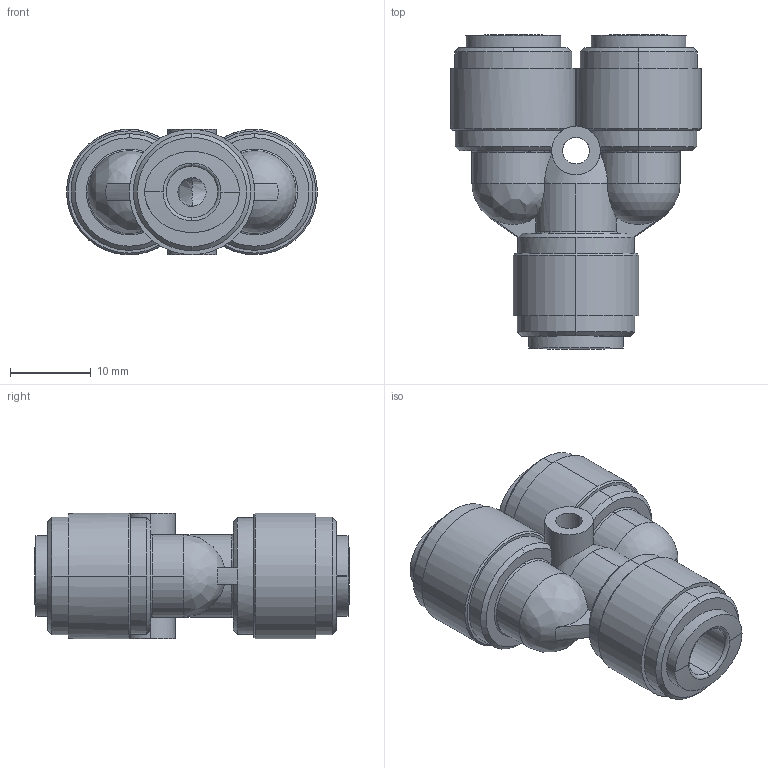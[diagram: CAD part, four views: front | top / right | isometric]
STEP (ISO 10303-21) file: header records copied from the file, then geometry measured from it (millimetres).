
FILE_DESCRIPTION (( 'STEP AP214' ), '1' );
FILE_NAME ('UY14-P.step', '2017-08-29T21:04:40', ( '' ), ( '' ), 'SwSTEP 2.0', 'SolidWorks 2017', '' );
FILE_SCHEMA (( 'AUTOMOTIVE_DESIGN' ));
Length unit declared in the file: inch
Products named in the file (1): UY14-P
Bounding box: 31 x 38.8 x 15.5 mm (x, y, z)
Volume: 7520.5 mm3; surface area: 4735.9 mm2
Topology: 1 solids, 1 shells, 123 faces, 311 edges, 195 vertices
Faces by surface type: cylinder 40, bspline 27, cone 23, plane 23, torus 9, sphere 1
Entity records: 6880 total; most frequent: CARTESIAN_POINT 4061, ORIENTED_EDGE 620, DIRECTION 541, EDGE_CURVE 310, AXIS2_PLACEMENT_3D 233, VERTEX_POINT 195, CIRCLE 136, EDGE_LOOP 135
